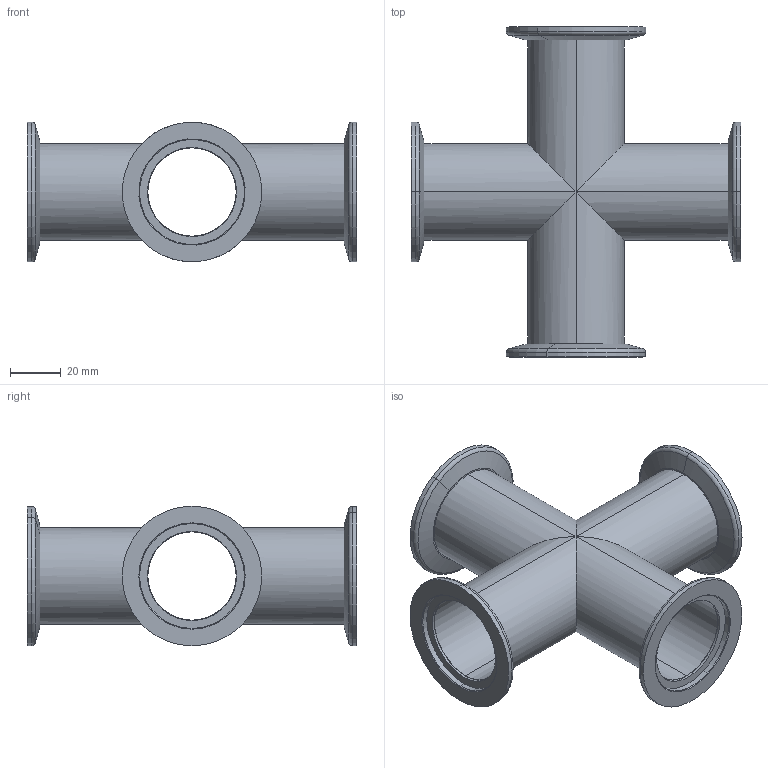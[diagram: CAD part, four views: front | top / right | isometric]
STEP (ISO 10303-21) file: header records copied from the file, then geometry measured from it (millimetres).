
FILE_DESCRIPTION (( 'STEP AP214' ), '1' );
FILE_NAME ('Hositrad_KX4-40-38.STEP', '2013-05-01T15:52:38', ( '' ), ( '' ), 'SwSTEP 2.0', 'SolidWorks 2013', '' );
FILE_SCHEMA (( 'AUTOMOTIVE_DESIGN' ));
Length unit declared in the file: millimetre
Products named in the file (3): Hositrad_KX4-40-38; Cross; KF40-38WS
Assembly tree (5 placements, depth 2):
  Hositrad_KX4-40-38
    Cross
    KF40-38WS  x4
Bounding box: 130 x 130 x 55 mm (x, y, z)
Volume: 56144.8 mm3; surface area: 62067.1 mm2
Topology: 5 solids, 5 shells, 96 faces, 196 edges, 108 vertices
Faces by surface type: cylinder 48, plane 20, cone 16, torus 8, bspline 4
Entity records: 1570 total; most frequent: CARTESIAN_POINT 612, DIRECTION 200, ORIENTED_EDGE 160, AXIS2_PLACEMENT_3D 86, EDGE_CURVE 80, EDGE_LOOP 50, ADVANCED_FACE 42, FACE_OUTER_BOUND 42
